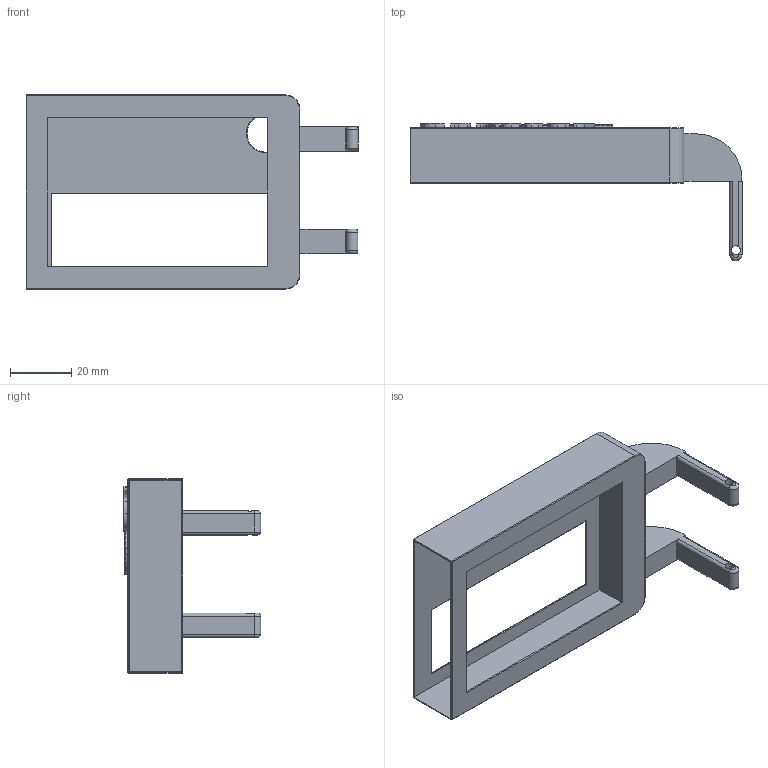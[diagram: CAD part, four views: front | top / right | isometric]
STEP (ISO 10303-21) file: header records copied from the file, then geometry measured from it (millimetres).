
FILE_DESCRIPTION(/* description */ (''),/* implementation_level */ '2;1');
FILE_NAME(/* name */ 'Enclosure Breadboard.stp',/* time_stamp */ '2016-11-02T14:31:54-04:00',/* author */ (''),/* organization */ (''),/* preprocessor_version */ 'ST-DEVELOPER v16.5',/* originating_system */ 'Autodesk Translation Framework v5.2.0.2031',/* authorisation */ '');
FILE_SCHEMA (('AUTOMOTIVE_DESIGN { 1 0 10303 214 3 1 1 }'));
Length unit declared in the file: centimetre
Products named in the file (1): Enclosure Breadboard
Bounding box: 108.62 x 45 x 63.5 mm (x, y, z)
Volume: 14070.6 mm3; surface area: 23159.5 mm2
Topology: 1 solids, 1 shells, 448 faces, 1082 edges, 653 vertices
Faces by surface type: bspline 182, plane 142, cylinder 104, torus 16, sphere 4
Full cylindrical faces by diameter (mm): 3 x2, 12.2 x1
Entity records: 18028 total; most frequent: CARTESIAN_POINT 8581, ORIENTED_EDGE 2154, DIRECTION 1559, EDGE_CURVE 1077, VERTEX_POINT 653, LINE 535, VECTOR 535, AXIS2_PLACEMENT_3D 512
